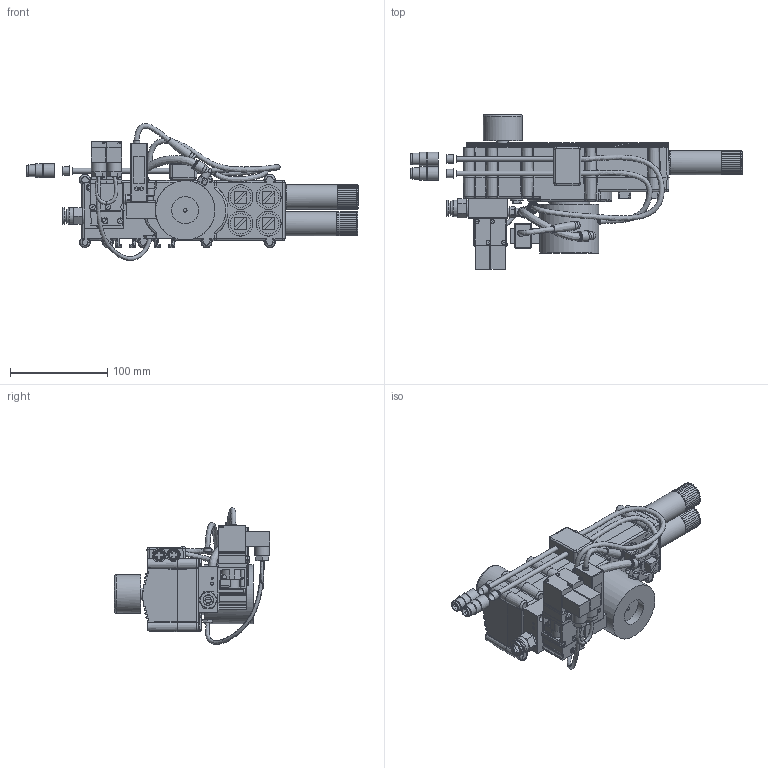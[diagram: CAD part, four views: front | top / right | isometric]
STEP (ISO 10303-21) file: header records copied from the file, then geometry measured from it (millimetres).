
FILE_DESCRIPTION(/* description */ ('','CAx-IF Rec.Pracs.---Representation and Presentation of Product Manufacturing Information (PMI)---4.0---2014-10-13'),/* implementation_level */ '2;1');
FILE_NAME(/* name */ 'cvskn2ss2cmp.stp',/* time_stamp */ '2020-11-09T08:28:44+01:00',/* author */ ('enginyeria'),/* organization */ (''),/* preprocessor_version */ 'ST-DEVELOPER v17.2',/* originating_system */ 'Autodesk Inventor 2019',/* authorisation */ '');
FILE_SCHEMA (('AP242_MANAGED_MODEL_BASED_3D_ENGINEERING_MIM_LF { 1 0 10303 442 1 1 4 }'));
Products named in the file (1): cvskn2ss2cmp
Bounding box: 341.37 x 159.46 x 140.72 mm (x, y, z)
Volume: 1123689.6 mm3; surface area: 228893.5 mm2
Topology: 15 solids, 44 shells, 2296 faces, 5620 edges, 3548 vertices
Faces by surface type: plane 1440, cylinder 543, cone 135, bspline 132, sphere 27, torus 19
Full cylindrical faces by diameter (mm): 1 x18, 2.1 x4, 2.2 x4, 2.273 x1, 2.3 x4, 2.459 x4, 2.7 x4, 2.841 x6, 3 x4, 3.2 x4, 3.688 x1, 3.8 x2, 4 x21, 4.25 x3, 4.3 x1, 4.4 x2, 4.5 x1, 5 x9, 5.5 x2, 5.6 x4, 5.8 x1, 6 x4, 6.2 x2, 6.5 x2, 7 x4, 7.5 x2, 7.6 x4, 8 x18, 8.5 x2, 8.566 x3
Entity records: 92950 total; most frequent: CARTESIAN_POINT 38893, DIRECTION 11306, ORIENTED_EDGE 11098, EDGE_CURVE 5549, AXIS2_PLACEMENT_3D 4034, VERTEX_POINT 3550, LINE 3238, VECTOR 3238
